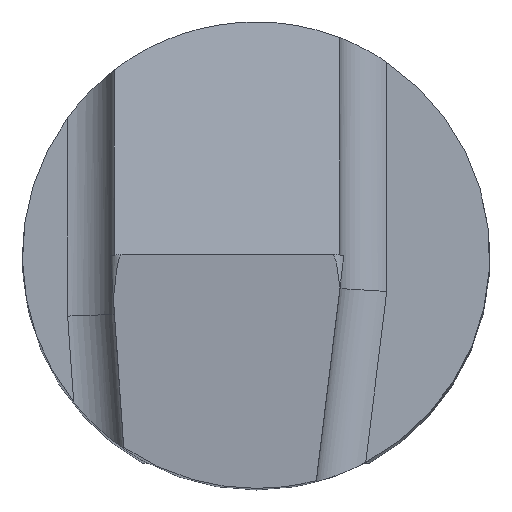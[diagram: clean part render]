
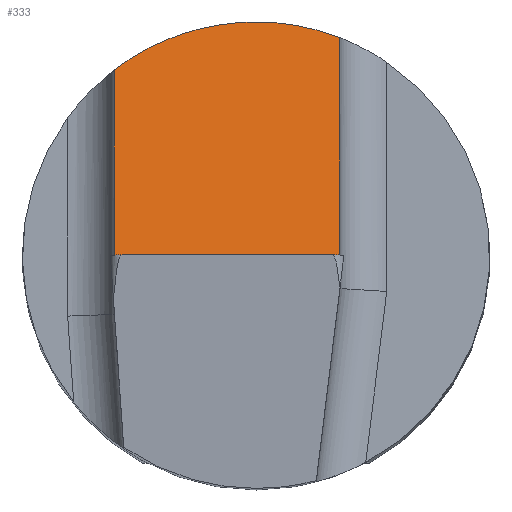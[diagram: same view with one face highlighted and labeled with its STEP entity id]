
A CAD part, top view. The second image highlights one B-rep face of the part: STEP entity #333.
In plain terms, the highlighted planar face has unit normal (0, 0.888, 0.46).
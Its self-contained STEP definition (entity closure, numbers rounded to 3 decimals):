
#187=VERTEX_POINT('NONE',#501);
#189=VERTEX_POINT('NONE',#503);
#217=EDGE_CURVE('NONE',#455,#437,#534,.T.);
#251=EDGE_CURVE('NONE',#187,#437,#572,.T.);
#265=EDGE_CURVE('NONE',#189,#423,#586,.T.);
#275=EDGE_CURVE('NONE',#423,#455,#600,.T.);
#333=ADVANCED_FACE('NONE',(#663),#664,.F.);
#423=VERTEX_POINT('NONE',#761);
#437=VERTEX_POINT('NONE',#776);
#445=EDGE_CURVE('NONE',#189,#187,#785,.T.);
#455=VERTEX_POINT('NONE',#795);
#501=CARTESIAN_POINT('',(0.,4.0,30.0));
#503=CARTESIAN_POINT('',(1.435,3.734,30.514));
#534=LINE('',#896,#897);
#572=(B_SPLINE_CURVE(3,(#982,#983,#984,#985),.UNSPECIFIED.,.F.,.F.)B_SPLINE_CURVE_WITH_KNOTS((4,4),(0.0,0.652),.UNSPECIFIED.)RATIONAL_B_SPLINE_CURVE((1.0,0.965,0.965,1.0))BOUNDED_CURVE()REPRESENTATION_ITEM('')GEOMETRIC_REPRESENTATION_ITEM()CURVE());
#586=LINE('',#1019,#1020);
#600=LINE('',#1035,#1036);
#663=FACE_OUTER_BOUND('',#1135,.T.);
#664=PLANE('',#1136);
#761=CARTESIAN_POINT('',(1.435,-0.146,38.0));
#776=CARTESIAN_POINT('',(-2.426,3.18,31.582));
#785=(B_SPLINE_CURVE(3,(#1368,#1369,#1370,#1371),.UNSPECIFIED.,.F.,.F.)B_SPLINE_CURVE_WITH_KNOTS((4,4),(5.916,6.283),.UNSPECIFIED.)RATIONAL_B_SPLINE_CURVE((1.0,0.989,0.989,1.0))BOUNDED_CURVE()REPRESENTATION_ITEM('')GEOMETRIC_REPRESENTATION_ITEM()CURVE());
#795=CARTESIAN_POINT('',(-2.426,-0.146,38.0));
#896=CARTESIAN_POINT('',(-2.426,-3.699,44.857));
#897=VECTOR('',#1466,1000.0);
#982=CARTESIAN_POINT('',(0.,4.0,30.0));
#983=CARTESIAN_POINT('',(-0.885,4.0,30.0));
#984=CARTESIAN_POINT('',(-1.723,3.717,30.546));
#985=CARTESIAN_POINT('',(-2.426,3.18,31.582));
#1019=CARTESIAN_POINT('',(1.435,-3.699,44.857));
#1020=VECTOR('',#1522,1000.0);
#1035=CARTESIAN_POINT('',(15.0,-0.146,38.0));
#1036=VECTOR('',#1552,1000.0);
#1135=EDGE_LOOP('',(#1611,#1612,#1613,#1614,#1615));
#1136=AXIS2_PLACEMENT_3D('',#1616,#1617,#1618);
#1368=CARTESIAN_POINT('',(1.435,3.734,30.514));
#1369=CARTESIAN_POINT('',(0.976,3.91,30.173));
#1370=CARTESIAN_POINT('',(0.492,4.0,30.0));
#1371=CARTESIAN_POINT('',(0.,4.0,30.0));
#1466=DIRECTION('',(0.0,0.46,-0.888));
#1522=DIRECTION('',(-0.0,-0.46,0.888));
#1552=DIRECTION('',(-1.0,0.0,0.0));
#1611=ORIENTED_EDGE('',*,*,#265,.F.);
#1612=ORIENTED_EDGE('',*,*,#445,.T.);
#1613=ORIENTED_EDGE('',*,*,#251,.T.);
#1614=ORIENTED_EDGE('',*,*,#217,.F.);
#1615=ORIENTED_EDGE('',*,*,#275,.F.);
#1616=CARTESIAN_POINT('',(15.0,15.409,7.986));
#1617=DIRECTION('',(0.0,-0.888,-0.46));
#1618=DIRECTION('',(1.0,0.0,0.0));
